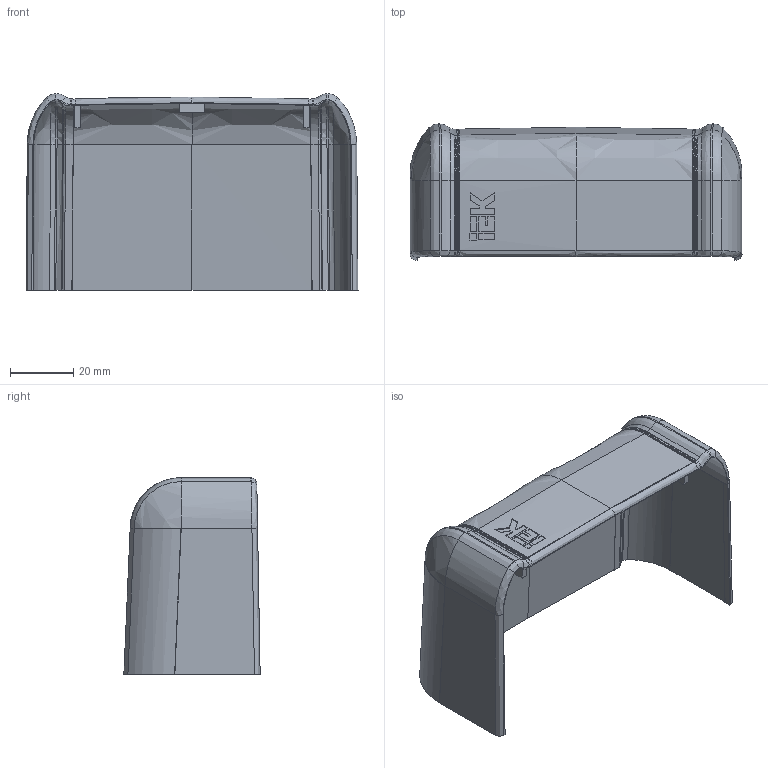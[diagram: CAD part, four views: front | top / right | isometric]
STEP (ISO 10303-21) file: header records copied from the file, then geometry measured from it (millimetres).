
FILE_DESCRIPTION (( 'STEP AP214' ), '1' );
FILE_NAME ('CKK-40D-Z-100-060-K01 Çàãëóøêà äëÿ Ê.Ê. Ïðàéìåð 100õ60.STEP', '2016-07-14T13:34:29', ( '' ), ( '' ), 'SwSTEP 2.0', 'SolidWorks 2014', '' );
FILE_SCHEMA (( 'AUTOMOTIVE_DESIGN' ));
Length unit declared in the file: millimetre
Products named in the file (1): CKK-40D-Z-100-060-K01 Çàãëóøêà äëÿ Ê.Ê. Ïðàéìåð 100õ60
Bounding box: 105.11 x 43.15 x 62.3 mm (x, y, z)
Volume: 27207.2 mm3; surface area: 28175 mm2
Topology: 1 solids, 1 shells, 294 faces, 690 edges, 400 vertices
Faces by surface type: bspline 163, plane 92, cylinder 37, cone 2
Entity records: 15454 total; most frequent: CARTESIAN_POINT 10153, ORIENTED_EDGE 1370, EDGE_CURVE 685, DIRECTION 582, VERTEX_POINT 400, B_SPLINE_CURVE_WITH_KNOTS 370, EDGE_LOOP 301, ADVANCED_FACE 294
